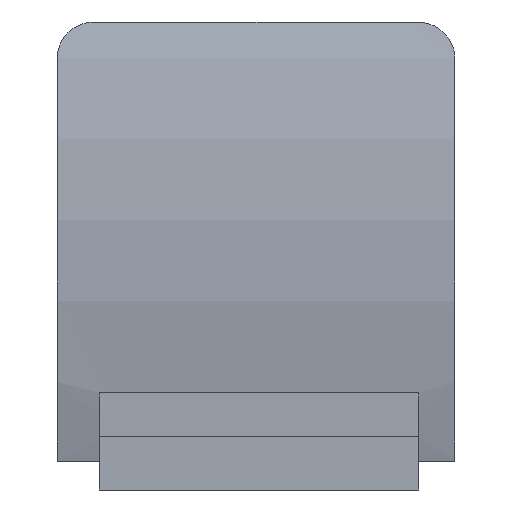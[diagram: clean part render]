
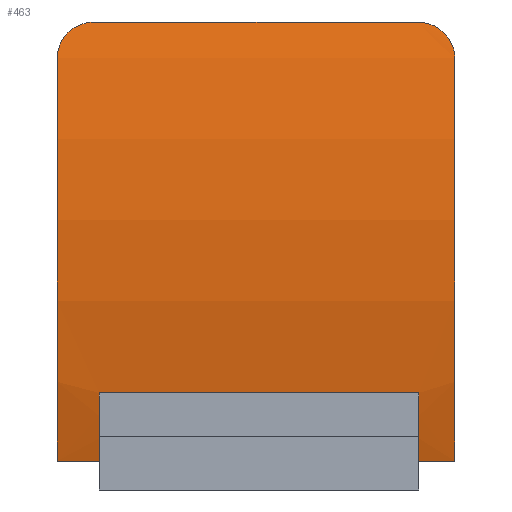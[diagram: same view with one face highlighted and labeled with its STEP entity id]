
A CAD part, left-side view. The second image highlights one B-rep face of the part: STEP entity #463.
In plain terms, the highlighted cylindrical face has radius 32.177 mm (diameter 64.354 mm), a partial arc.
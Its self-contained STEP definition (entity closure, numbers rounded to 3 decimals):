
#44=LINE('',#844,#89);
#45=LINE('',#849,#90);
#46=LINE('',#853,#91);
#47=LINE('',#857,#92);
#89=VECTOR('',#553,10.);
#90=VECTOR('',#558,10.);
#91=VECTOR('',#561,10.);
#92=VECTOR('',#564,10.);
#133=CYLINDRICAL_SURFACE('',#505,32.177);
#140=FACE_OUTER_BOUND('',#167,.T.);
#167=EDGE_LOOP('',(#339,#340,#341,#342,#343,#344,#345,#346,#347,#348));
#194=CIRCLE('',#506,32.177);
#195=CIRCLE('',#507,32.177);
#196=CIRCLE('',#508,32.177);
#197=CIRCLE('',#509,32.177);
#204=B_SPLINE_CURVE_WITH_KNOTS('',3,(#704,#705,#706,#707,#708,#709,#710,
#711,#712,#713),.UNSPECIFIED.,.F.,.F.,(4,2,2,2,4),(0.,0.061,
0.122,0.183,0.244),.UNSPECIFIED.);
#207=B_SPLINE_CURVE_WITH_KNOTS('',3,(#795,#796,#797,#798,#799,#800,#801,
#802,#803,#804,#805,#806),.UNSPECIFIED.,.F.,.F.,(4,2,2,2,2,4),(0.,0.059,
0.119,0.18,0.212,0.244),
 .UNSPECIFIED.);
#214=VERTEX_POINT('',#702);
#215=VERTEX_POINT('',#703);
#220=VERTEX_POINT('',#793);
#221=VERTEX_POINT('',#794);
#222=VERTEX_POINT('',#846);
#223=VERTEX_POINT('',#848);
#224=VERTEX_POINT('',#850);
#225=VERTEX_POINT('',#852);
#226=VERTEX_POINT('',#854);
#227=VERTEX_POINT('',#856);
#256=EDGE_CURVE('',#214,#215,#204,.T.);
#263=EDGE_CURVE('',#220,#221,#207,.T.);
#266=EDGE_CURVE('',#220,#215,#44,.T.);
#267=EDGE_CURVE('',#222,#214,#194,.T.);
#268=EDGE_CURVE('',#222,#223,#45,.T.);
#269=EDGE_CURVE('',#224,#223,#195,.T.);
#270=EDGE_CURVE('',#225,#224,#46,.T.);
#271=EDGE_CURVE('',#226,#225,#196,.T.);
#272=EDGE_CURVE('',#226,#227,#47,.T.);
#273=EDGE_CURVE('',#221,#227,#197,.T.);
#339=ORIENTED_EDGE('',*,*,#263,.F.);
#340=ORIENTED_EDGE('',*,*,#266,.T.);
#341=ORIENTED_EDGE('',*,*,#256,.F.);
#342=ORIENTED_EDGE('',*,*,#267,.F.);
#343=ORIENTED_EDGE('',*,*,#268,.T.);
#344=ORIENTED_EDGE('',*,*,#269,.F.);
#345=ORIENTED_EDGE('',*,*,#270,.F.);
#346=ORIENTED_EDGE('',*,*,#271,.F.);
#347=ORIENTED_EDGE('',*,*,#272,.T.);
#348=ORIENTED_EDGE('',*,*,#273,.F.);
#463=ADVANCED_FACE('',(#140),#133,.T.);
#505=AXIS2_PLACEMENT_3D('',#845,#554,#555);
#506=AXIS2_PLACEMENT_3D('',#847,#556,#557);
#507=AXIS2_PLACEMENT_3D('',#851,#559,#560);
#508=AXIS2_PLACEMENT_3D('',#855,#562,#563);
#509=AXIS2_PLACEMENT_3D('',#858,#565,#566);
#553=DIRECTION('',(0.,1.,0.));
#554=DIRECTION('center_axis',(0.,1.,0.));
#555=DIRECTION('ref_axis',(-0.951,0.,-0.308));
#556=DIRECTION('center_axis',(0.,1.,0.));
#557=DIRECTION('ref_axis',(-0.951,0.,-0.308));
#558=DIRECTION('',(0.,-1.,0.));
#559=DIRECTION('center_axis',(0.,-1.,0.));
#560=DIRECTION('ref_axis',(-0.951,0.,-0.308));
#561=DIRECTION('',(0.,1.,0.));
#562=DIRECTION('center_axis',(0.,1.,0.));
#563=DIRECTION('ref_axis',(-0.951,0.,-0.308));
#564=DIRECTION('',(0.,-1.,0.));
#565=DIRECTION('center_axis',(0.,-1.,0.));
#566=DIRECTION('ref_axis',(-0.951,0.,-0.308));
#702=CARTESIAN_POINT('',(11.814,14.875,21.55));
#703=CARTESIAN_POINT('',(12.212,13.324,23.05));
#704=CARTESIAN_POINT('Ctrl Pts',(11.814,14.875,21.55));
#705=CARTESIAN_POINT('Ctrl Pts',(11.861,14.875,21.747));
#706=CARTESIAN_POINT('Ctrl Pts',(11.909,14.835,21.941));
#707=CARTESIAN_POINT('Ctrl Pts',(12.003,14.681,22.304));
#708=CARTESIAN_POINT('Ctrl Pts',(12.048,14.567,22.47));
#709=CARTESIAN_POINT('Ctrl Pts',(12.125,14.279,22.749));
#710=CARTESIAN_POINT('Ctrl Pts',(12.157,14.108,22.86));
#711=CARTESIAN_POINT('Ctrl Pts',(12.2,13.731,23.011));
#712=CARTESIAN_POINT('Ctrl Pts',(12.212,13.528,23.05));
#713=CARTESIAN_POINT('Ctrl Pts',(12.212,13.324,23.05));
#793=CARTESIAN_POINT('',(12.212,0.076,23.05));
#794=CARTESIAN_POINT('',(11.814,-1.475,21.55));
#795=CARTESIAN_POINT('Ctrl Pts',(12.212,0.076,23.05));
#796=CARTESIAN_POINT('Ctrl Pts',(12.212,-0.122,23.05));
#797=CARTESIAN_POINT('Ctrl Pts',(12.201,-0.319,23.013));
#798=CARTESIAN_POINT('Ctrl Pts',(12.16,-0.688,22.87));
#799=CARTESIAN_POINT('Ctrl Pts',(12.129,-0.858,22.764));
#800=CARTESIAN_POINT('Ctrl Pts',(12.055,-1.146,22.495));
#801=CARTESIAN_POINT('Ctrl Pts',(12.011,-1.262,22.334));
#802=CARTESIAN_POINT('Ctrl Pts',(11.94,-1.387,22.061));
#803=CARTESIAN_POINT('Ctrl Pts',(11.915,-1.42,21.961));
#804=CARTESIAN_POINT('Ctrl Pts',(11.864,-1.464,21.757));
#805=CARTESIAN_POINT('Ctrl Pts',(11.838,-1.475,21.654));
#806=CARTESIAN_POINT('Ctrl Pts',(11.814,-1.475,21.55));
#844=CARTESIAN_POINT('',(12.212,0.,23.05));
#845=CARTESIAN_POINT('Origin',(43.104,0.,14.05));
#846=CARTESIAN_POINT('',(12.226,14.875,5.));
#847=CARTESIAN_POINT('Origin',(43.104,14.875,14.05));
#848=CARTESIAN_POINT('',(12.226,13.15,5.));
#849=CARTESIAN_POINT('',(12.226,0.,5.));
#850=CARTESIAN_POINT('',(11.54,13.15,7.8));
#851=CARTESIAN_POINT('Origin',(43.104,13.15,14.05));
#852=CARTESIAN_POINT('',(11.54,0.,7.8));
#853=CARTESIAN_POINT('',(11.54,0.,7.8));
#854=CARTESIAN_POINT('',(12.226,0.,5.));
#855=CARTESIAN_POINT('Origin',(43.104,0.,14.05));
#856=CARTESIAN_POINT('',(12.226,-1.475,5.));
#857=CARTESIAN_POINT('',(12.226,0.,5.));
#858=CARTESIAN_POINT('Origin',(43.104,-1.475,14.05));
